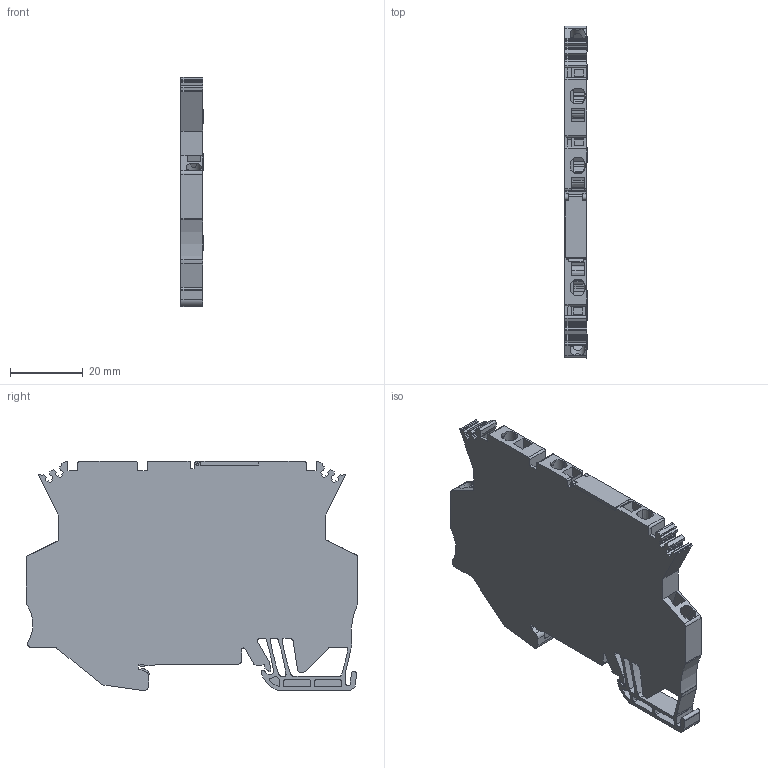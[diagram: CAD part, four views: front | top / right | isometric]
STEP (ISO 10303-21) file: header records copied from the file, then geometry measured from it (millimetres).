
FILE_DESCRIPTION(('CATIA V5 STEP Exchange','CAx-IF Rec.Pracs.--- Model Styling and Organization---1.4--- 2014-01-23'),'2;1');
FILE_NAME ('D1429150_2_2054290000_S3D_MCZ_5_PE_BG.stp','2020-07-30T12:18:39+00:00',('none'),('Weidmueller'),'CATIA Version 5-6 Release 2016 SP3 HF44','CATIA V5 STEP AP214','none');
FILE_SCHEMA(('AUTOMOTIVE_DESIGN { 1 0 10303 214 1 1 1 1 }'));
Products named in the file (1): S3D_MCZ_5_PE_BG
Bounding box: 6.1 x 91 x 62.8 mm (x, y, z)
Volume: 13876.1 mm3; surface area: 20231.2 mm2
Topology: 9 solids, 9 shells, 1608 faces, 4883 edges, 3294 vertices
Faces by surface type: plane 960, cylinder 454, extrusion 194
Entity records: 57714 total; most frequent: CARTESIAN_POINT 14047, ORIENTED_EDGE 9766, DIRECTION 6920, EDGE_CURVE 4883, VECTOR 3532, LINE 3338, VERTEX_POINT 3294, AXIS2_PLACEMENT_3D 2166
